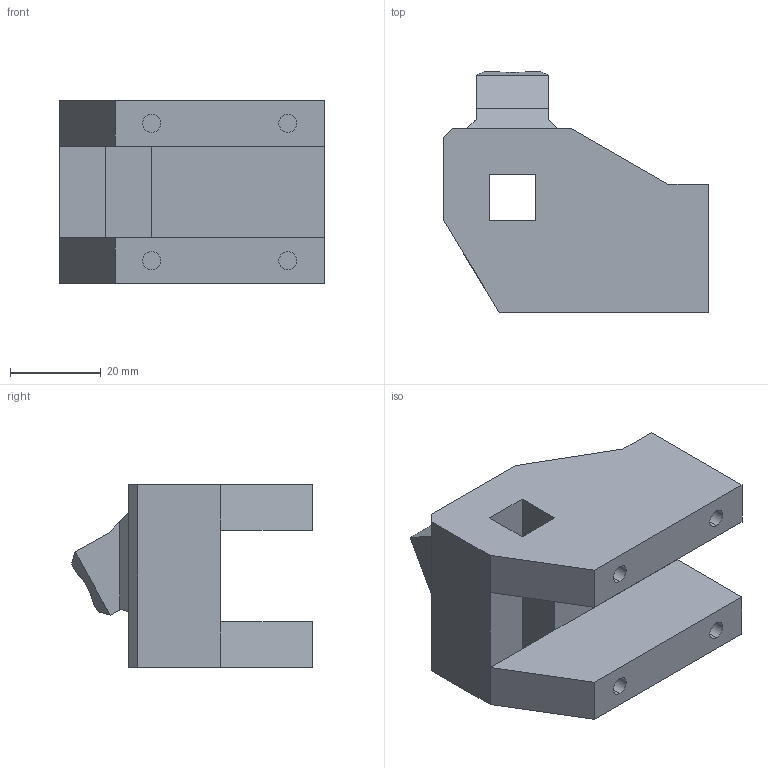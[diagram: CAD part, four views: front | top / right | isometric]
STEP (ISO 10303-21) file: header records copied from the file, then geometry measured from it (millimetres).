
FILE_DESCRIPTION (( 'STEP AP203' ), '1' );
FILE_NAME ('Mocowanie zastrza³u - lustro.STEP', '2025-04-22T19:20:17', ( '' ), ( '' ), 'SwSTEP 2.0', 'SolidWorks 2024', '' );
FILE_SCHEMA (( 'CONFIG_CONTROL_DESIGN' ));
Length unit declared in the file: millimetre
Products named in the file (1): Mocowanie zastrzału - lustro
Bounding box: 58.2 x 53.01 x 40.2 mm (x, y, z)
Volume: 55615.8 mm3; surface area: 15094.1 mm2
Topology: 1 solids, 1 shells, 54 faces, 135 edges, 86 vertices
Faces by surface type: plane 42, cylinder 10, cone 2
Entity records: 1706 total; most frequent: CARTESIAN_POINT 322, ORIENTED_EDGE 270, DIRECTION 263, EDGE_CURVE 135, VECTOR 105, LINE 105, VERTEX_POINT 86, AXIS2_PLACEMENT_3D 79
